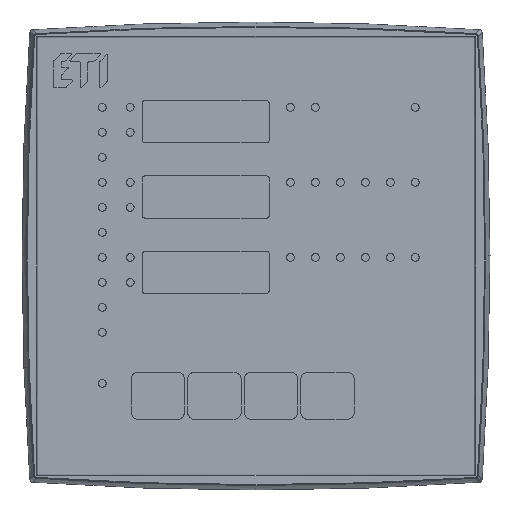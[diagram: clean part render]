
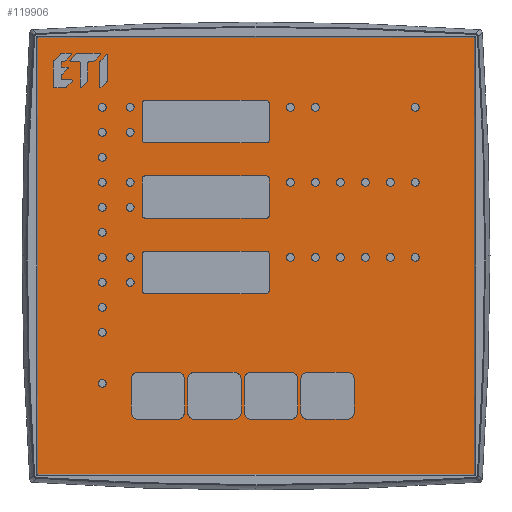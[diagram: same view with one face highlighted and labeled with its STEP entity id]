
A CAD part, top view. The second image highlights one B-rep face of the part: STEP entity #119906.
In plain terms, the highlighted face is planar.
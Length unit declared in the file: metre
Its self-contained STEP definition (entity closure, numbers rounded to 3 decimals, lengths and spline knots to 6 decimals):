
#13633 = CARTESIAN_POINT ( 'NONE',  ( -0.069511, -0.0017, 0.069511 ) ) ;
#13643 = CARTESIAN_POINT ( 'NONE',  ( -0.069511, -0.0017, -0.069511 ) ) ;
#13650 = CARTESIAN_POINT ( 'NONE',  ( 0.069511, -0.0017, 0.069511 ) ) ;
#13667 = CARTESIAN_POINT ( 'NONE',  ( 0.069511, -0.0017, -0.069511 ) ) ;
#14086 = VECTOR ( 'NONE', #18923, 1. ) ;
#14357 = LINE ( 'NONE', #18921, #14086 ) ;
#14359 = VECTOR ( 'NONE', #18940, 1. ) ;
#14365 = LINE ( 'NONE', #18924, #14359 ) ;
#14376 = VECTOR ( 'NONE', #18947, 1. ) ;
#14389 = LINE ( 'NONE', #18944, #14392 ) ;
#14392 = VECTOR ( 'NONE', #18945, 1. ) ;
#14394 = LINE ( 'NONE', #18946, #14376 ) ;
#18921 = CARTESIAN_POINT ( 'NONE',  ( 0.069511, -0.0017, -0.069511 ) ) ;
#18923 = DIRECTION ( 'NONE',  ( 0., 0., -1. ) ) ;
#18924 = CARTESIAN_POINT ( 'NONE',  ( -0.069511, -0.0017, -0.069511 ) ) ;
#18940 = DIRECTION ( 'NONE',  ( 0., 0., 1. ) ) ;
#18944 = CARTESIAN_POINT ( 'NONE',  ( -0.069511, -0.0017, -0.069511 ) ) ;
#18945 = DIRECTION ( 'NONE',  ( -1., 0., 0. ) ) ;
#18946 = CARTESIAN_POINT ( 'NONE',  ( -0.069511, -0.0017, 0.069511 ) ) ;
#18947 = DIRECTION ( 'NONE',  ( 1., 0., 0. ) ) ;
#36147 = EDGE_LOOP ( 'NONE', ( #58144, #58140, #58150, #58142 ) ) ;
#58140 = ORIENTED_EDGE ( 'NONE', *, *, #105809, .T. ) ;
#58142 = ORIENTED_EDGE ( 'NONE', *, *, #105810, .T. ) ;
#58144 = ORIENTED_EDGE ( 'NONE', *, *, #105798, .T. ) ;
#58150 = ORIENTED_EDGE ( 'NONE', *, *, #105806, .T. ) ;
#69931 = VERTEX_POINT ( 'NONE', #13633 ) ;
#69936 = VERTEX_POINT ( 'NONE', #13643 ) ;
#69938 = VERTEX_POINT ( 'NONE', #13650 ) ;
#69939 = VERTEX_POINT ( 'NONE', #13667 ) ;
#81677 = AXIS2_PLACEMENT_3D ( 'NONE', #130360, #130419, #130421 ) ;
#105798 = EDGE_CURVE ( 'NONE', #69938, #69939, #14357, .T. ) ;
#105806 = EDGE_CURVE ( 'NONE', #69936, #69931, #14365, .T. ) ;
#105809 = EDGE_CURVE ( 'NONE', #69939, #69936, #14389, .T. ) ;
#105810 = EDGE_CURVE ( 'NONE', #69931, #69938, #14394, .T. ) ;
#119906 = ADVANCED_FACE ( 'NONE', ( #137482 ), #130384, .T. ) ;
#130360 = CARTESIAN_POINT ( 'NONE',  ( -0.069511, -0.0017, -0.069511 ) ) ;
#130384 = PLANE ( 'NONE',  #81677 ) ;
#130419 = DIRECTION ( 'NONE',  ( 0., 1., 0. ) ) ;
#130421 = DIRECTION ( 'NONE',  ( 0., 0., 1. ) ) ;
#137482 = FACE_OUTER_BOUND ( 'NONE', #36147, .T. ) ;
